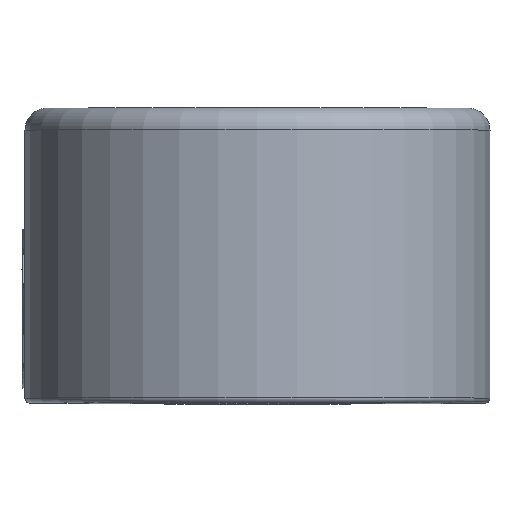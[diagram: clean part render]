
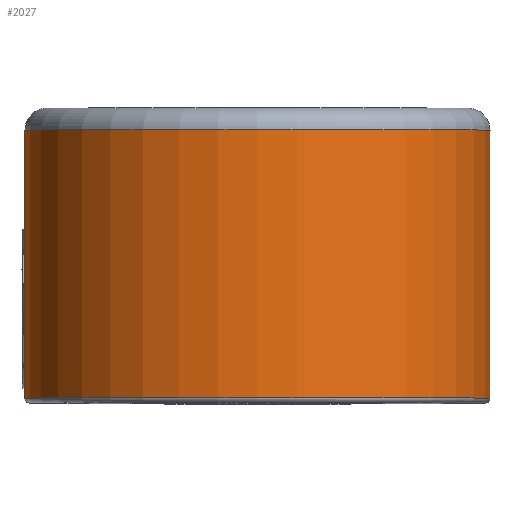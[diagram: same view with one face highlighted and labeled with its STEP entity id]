
A CAD part, top view. The second image highlights one B-rep face of the part: STEP entity #2027.
In plain terms, the highlighted cylindrical face has radius 35.052 mm (diameter 70.104 mm), a partial arc.
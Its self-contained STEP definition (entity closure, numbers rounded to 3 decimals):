
#627=DIRECTION('',(0.,1.,0.));
#628=VECTOR('',#627,40.386);
#629=CARTESIAN_POINT('',(33.371,0.762,-10.725));
#630=LINE('',#629,#628);
#752=CARTESIAN_POINT('',(0.,0.762,0.));
#753=DIRECTION('',(0.,-1.,0.));
#754=DIRECTION('',(0.952,0.,-0.306));
#755=AXIS2_PLACEMENT_3D('',#752,#753,#754);
#811=CARTESIAN_POINT('',(-33.371,23.375,-10.725));
#812=CARTESIAN_POINT('',(-33.52,22.613,-10.26));
#813=CARTESIAN_POINT('',(-33.763,21.008,-9.44));
#814=CARTESIAN_POINT('',(-33.986,18.397,-8.585));
#815=CARTESIAN_POINT('',(-34.092,15.663,-8.148));
#816=CARTESIAN_POINT('',(-34.092,12.887,-8.148));
#817=CARTESIAN_POINT('',(-33.986,10.153,-8.585));
#818=CARTESIAN_POINT('',(-33.763,7.542,-9.44));
#819=CARTESIAN_POINT('',(-33.52,5.936,-10.26));
#820=CARTESIAN_POINT('',(-33.371,5.175,-10.725));
#910=CARTESIAN_POINT('',(-33.371,23.375,-10.725));
#958=CARTESIAN_POINT('',(0.,41.148,0.));
#959=DIRECTION('',(0.,1.,0.));
#960=DIRECTION('',(-0.952,0.,-0.306));
#961=AXIS2_PLACEMENT_3D('',#958,#959,#960);
#966=DIRECTION('',(0.,1.,0.));
#967=VECTOR('',#966,4.413);
#968=CARTESIAN_POINT('',(-33.371,0.762,-10.725));
#969=LINE('',#968,#967);
#973=DIRECTION('',(0.,1.,0.));
#974=VECTOR('',#973,17.773);
#975=CARTESIAN_POINT('',(-33.371,23.375,-10.725));
#976=LINE('',#975,#974);
#1288=VERTEX_POINT('',#910);
#1329=VERTEX_POINT('',#820);
#1390=CARTESIAN_POINT('',(-33.371,0.762,-10.725));
#1391=VERTEX_POINT('',#1390);
#1394=CARTESIAN_POINT('',(33.371,0.762,-10.725));
#1395=VERTEX_POINT('',#1394);
#1408=CARTESIAN_POINT('',(33.371,41.148,-10.725));
#1410=VERTEX_POINT('',#1408);
#1418=CARTESIAN_POINT('',(-33.371,41.148,-10.725));
#1419=VERTEX_POINT('',#1418);
#2013=CARTESIAN_POINT('',(0.,0.,0.));
#2014=DIRECTION('',(0.,1.,0.));
#2015=DIRECTION('',(-1.,0.,0.));
#2016=AXIS2_PLACEMENT_3D('',#2013,#2014,#2015);
#2017=CYLINDRICAL_SURFACE('',#2016,35.052);
#2019=ORIENTED_EDGE('',*,*,#2018,.T.);
#2020=ORIENTED_EDGE('',*,*,#1793,.F.);
#2021=ORIENTED_EDGE('',*,*,#1903,.T.);
#2022=ORIENTED_EDGE('',*,*,#1989,.T.);
#2023=ORIENTED_EDGE('',*,*,#1934,.F.);
#2024=ORIENTED_EDGE('',*,*,#2001,.T.);
#2025=EDGE_LOOP('',(#2019,#2020,#2021,#2022,#2023,#2024));
#2026=FACE_OUTER_BOUND('',#2025,.F.);
#2027=ADVANCED_FACE('',(#2026),#2017,.T.);
#756=CIRCLE('',#755,35.052);
#821=B_SPLINE_CURVE_WITH_KNOTS('',3,(#811,#812,#813,#814,#815,#816,#817,#818,
#819,#820),.UNSPECIFIED.,.F.,.F.,(4,1,1,1,1,1,1,4),(0.,0.143,
0.286,0.429,0.571,0.714,
0.857,1.),.UNSPECIFIED.);
#962=CIRCLE('',#961,35.052);
#1793=EDGE_CURVE('',#1395,#1410,#630,.T.);
#1903=EDGE_CURVE('',#1395,#1391,#756,.T.);
#1934=EDGE_CURVE('',#1288,#1329,#821,.T.);
#1989=EDGE_CURVE('',#1391,#1329,#969,.T.);
#2001=EDGE_CURVE('',#1288,#1419,#976,.T.);
#2018=EDGE_CURVE('',#1419,#1410,#962,.T.);
